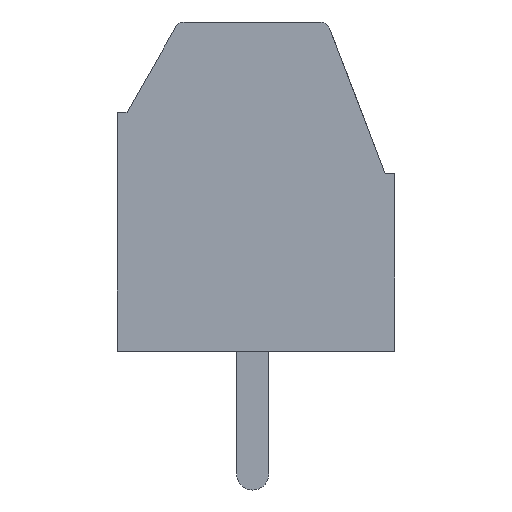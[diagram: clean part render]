
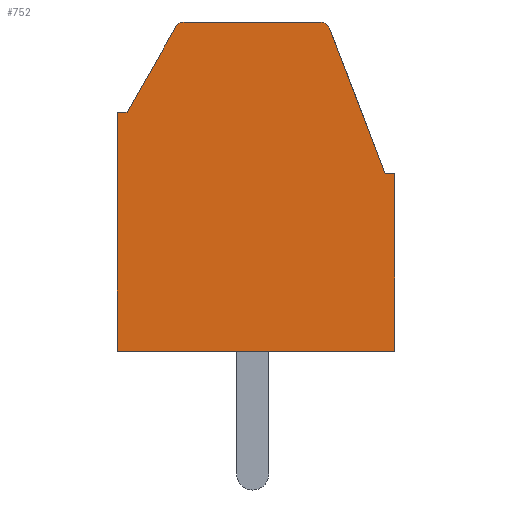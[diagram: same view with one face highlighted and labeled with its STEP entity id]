
A CAD part, front view. The second image highlights one B-rep face of the part: STEP entity #752.
In plain terms, the highlighted planar face has unit normal (0, -1, 0).
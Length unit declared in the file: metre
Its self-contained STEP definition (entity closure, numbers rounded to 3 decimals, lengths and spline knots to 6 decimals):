
#752=ADVANCED_FACE('',(#1545),#1546,.F.);
#1545=FACE_OUTER_BOUND('',#2345,.T.);
#1546=PLANE('',#2346);
#2345=EDGE_LOOP('',(#4586,#4587,#4588,#4589,#4590,#4591,#4592,#4593,#4594,#4595));
#2346=AXIS2_PLACEMENT_3D('',#4596,#4597,#4598);
#4586=ORIENTED_EDGE('',*,*,#5329,.T.);
#4587=ORIENTED_EDGE('',*,*,#4837,.F.);
#4588=ORIENTED_EDGE('',*,*,#5347,.T.);
#4589=ORIENTED_EDGE('',*,*,#5350,.F.);
#4590=ORIENTED_EDGE('',*,*,#5353,.F.);
#4591=ORIENTED_EDGE('',*,*,#5367,.F.);
#4592=ORIENTED_EDGE('',*,*,#5377,.F.);
#4593=ORIENTED_EDGE('',*,*,#5334,.F.);
#4594=ORIENTED_EDGE('',*,*,#5331,.F.);
#4595=ORIENTED_EDGE('',*,*,#4847,.F.);
#4596=CARTESIAN_POINT('',(-0.125,-0.03067,-0.0003));
#4597=DIRECTION('',(0.,1.0,0.));
#4598=DIRECTION('',(-1.0,0.,0.));
#4837=EDGE_CURVE('',#5814,#5816,#5817,.T.);
#4847=EDGE_CURVE('',#5833,#5835,#5836,.T.);
#5329=EDGE_CURVE('',#5833,#5816,#6560,.T.);
#5331=EDGE_CURVE('',#5835,#6562,#6563,.T.);
#5334=EDGE_CURVE('',#6562,#6566,#6567,.T.);
#5347=EDGE_CURVE('',#5814,#6583,#6585,.T.);
#5350=EDGE_CURVE('',#6587,#6583,#6589,.T.);
#5353=EDGE_CURVE('',#6591,#6587,#6593,.T.);
#5367=EDGE_CURVE('',#6615,#6591,#6617,.T.);
#5377=EDGE_CURVE('',#6566,#6615,#6630,.T.);
#5814=VERTEX_POINT('',#7247);
#5816=VERTEX_POINT('',#7250);
#5817=LINE('',#7251,#7252);
#5833=VERTEX_POINT('',#7270);
#5835=VERTEX_POINT('',#7273);
#5836=LINE('',#7274,#7275);
#6560=CIRCLE('',#8336,0.0003);
#6562=VERTEX_POINT('',#8338);
#6563=LINE('',#8339,#8340);
#6566=VERTEX_POINT('',#8344);
#6567=LINE('',#8345,#8346);
#6583=VERTEX_POINT('',#8372);
#6585=CIRCLE('',#8375,0.0003);
#6587=VERTEX_POINT('',#8377);
#6589=LINE('',#8380,#8381);
#6591=VERTEX_POINT('',#8383);
#6593=LINE('',#8386,#8387);
#6615=VERTEX_POINT('',#8420);
#6617=LINE('',#8423,#8424);
#6630=LINE('',#8445,#8446);
#7247=CARTESIAN_POINT('',(-0.125,-0.03067,0.));
#7250=CARTESIAN_POINT('',(-0.120781,-0.03067,0.));
#7251=CARTESIAN_POINT('',(-0.120781,-0.03067,0.));
#7252=VECTOR('',#9032,1.0);
#7270=CARTESIAN_POINT('',(-0.1205,-0.03067,-0.000193));
#7273=CARTESIAN_POINT('',(-0.118778,-0.03067,-0.0047));
#7274=CARTESIAN_POINT('',(-0.118778,-0.03067,-0.0047));
#7275=VECTOR('',#9051,1.0);
#8336=AXIS2_PLACEMENT_3D('',#9468,#9469,#9470);
#8338=CARTESIAN_POINT('',(-0.118478,-0.03067,-0.0047));
#8339=CARTESIAN_POINT('',(-0.118478,-0.03067,-0.0047));
#8340=VECTOR('',#9471,1.0);
#8344=CARTESIAN_POINT('',(-0.118478,-0.03067,-0.0102));
#8345=CARTESIAN_POINT('',(-0.118478,-0.03067,-0.0102));
#8346=VECTOR('',#9473,1.0);
#8372=CARTESIAN_POINT('',(-0.12526,-0.03067,-0.000151));
#8375=AXIS2_PLACEMENT_3D('',#9485,#9486,#9487);
#8377=CARTESIAN_POINT('',(-0.126774,-0.03067,-0.0028));
#8380=CARTESIAN_POINT('',(-0.12526,-0.03067,-0.000151));
#8381=VECTOR('',#9489,1.0);
#8383=CARTESIAN_POINT('',(-0.127078,-0.03067,-0.0028));
#8386=CARTESIAN_POINT('',(-0.126774,-0.03067,-0.0028));
#8387=VECTOR('',#9491,1.0);
#8420=CARTESIAN_POINT('',(-0.127078,-0.03067,-0.0102));
#8423=CARTESIAN_POINT('',(-0.127078,-0.03067,-0.0095));
#8424=VECTOR('',#9504,1.0);
#8445=CARTESIAN_POINT('',(-0.127078,-0.03067,-0.0102));
#8446=VECTOR('',#9513,1.0);
#9032=DIRECTION('',(1.0,0.,0.));
#9051=DIRECTION('',(0.357,0.,-0.934));
#9468=CARTESIAN_POINT('',(-0.120781,-0.03067,-0.0003));
#9469=DIRECTION('',(0.,-1.0,0.));
#9470=DIRECTION('',(-1.0,0.,0.));
#9471=DIRECTION('',(1.0,0.,0.));
#9473=DIRECTION('',(0.,0.,-1.0));
#9485=CARTESIAN_POINT('',(-0.125,-0.03067,-0.0003));
#9486=DIRECTION('',(0.,-1.0,0.));
#9487=DIRECTION('',(-1.0,0.,0.));
#9489=DIRECTION('',(0.496,0.,0.868));
#9491=DIRECTION('',(1.0,0.,0.));
#9504=DIRECTION('',(0.,0.,1.0));
#9513=DIRECTION('',(-1.0,0.,0.));
